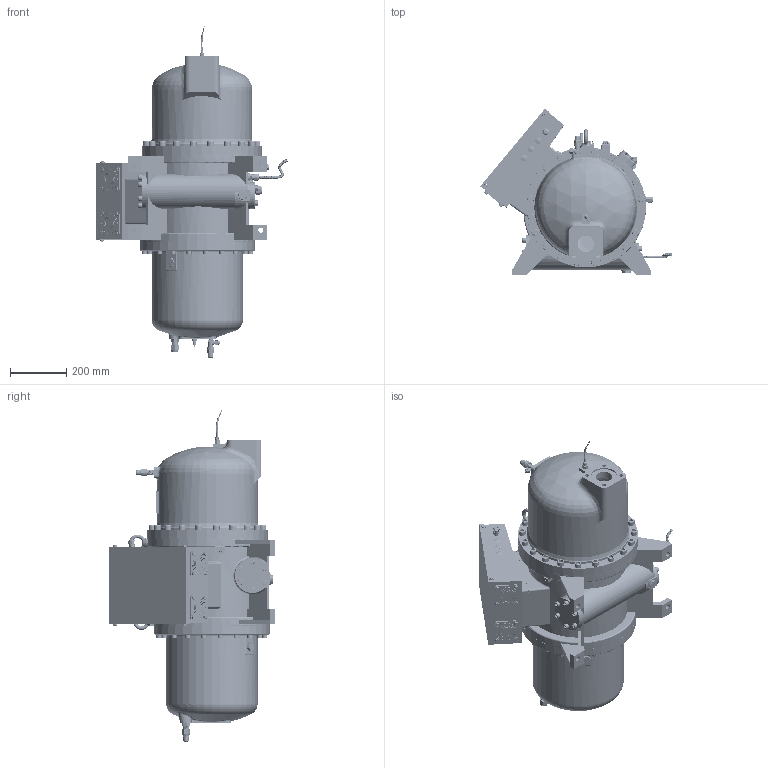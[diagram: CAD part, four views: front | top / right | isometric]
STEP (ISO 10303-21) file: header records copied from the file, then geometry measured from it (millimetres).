
FILE_DESCRIPTION (( 'STEP AP203' ), '1' );
FILE_NAME ('RC2-200BF outline.STEP', '2014-12-26T05:54:06', ( 'jameswang' ), ( '' ), 'SwSTEP 2.0', 'SolidWorks 2013', '' );
FILE_SCHEMA (( 'CONFIG_CONTROL_DESIGN' ));
Length unit declared in the file: centimetre
Products named in the file (1): RC2-200BF outline
Bounding box: 678.95 x 591.44 x 1176.94 mm (x, y, z)
Surface area: 2920491.5 mm2 (no closed solid volume)
Topology: 0 solids, 240 shells, 2712 faces, 10316 edges, 7674 vertices
Faces by surface type: plane 1311, cylinder 850, torus 297, cone 114, bspline 114, sphere 26
Entity records: 139414 total; most frequent: CARTESIAN_POINT 53318, DIRECTION 18481, ORIENTED_EDGE 15306, EDGE_CURVE 10285, VERTEX_POINT 7663, AXIS2_PLACEMENT_3D 6861, LINE 4759, VECTOR 4759
